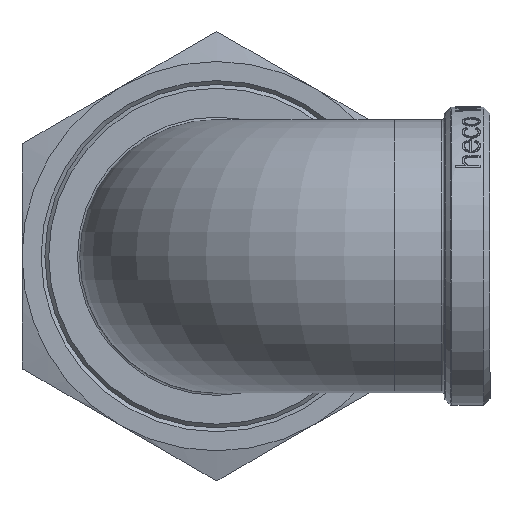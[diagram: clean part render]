
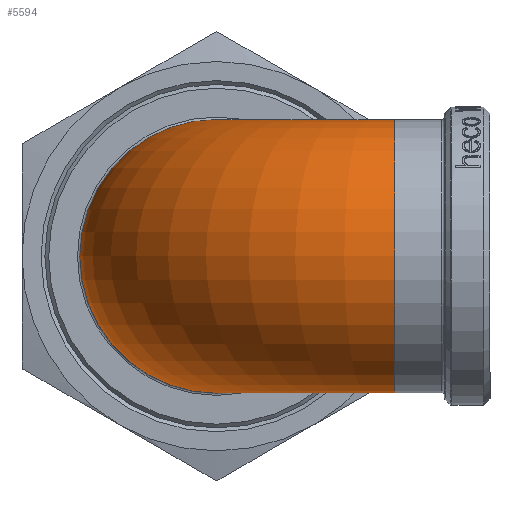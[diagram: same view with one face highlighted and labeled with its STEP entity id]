
A CAD part, left-side view. The second image highlights one B-rep face of the part: STEP entity #5594.
In plain terms, the highlighted toroidal (fillet/blend) face has major radius 21.5 mm and minor radius 16.5 mm.
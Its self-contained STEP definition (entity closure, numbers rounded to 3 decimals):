
#247 = EDGE_CURVE ( 'NONE', #17887, #17887, #13558, .T. ) ;
#416 = AXIS2_PLACEMENT_3D ( 'NONE', #17908, #18006, #17997 ) ;
#659 = EDGE_CURVE ( 'NONE', #17832, #17832, #14075, .T. ) ;
#5029 = DIRECTION ( 'NONE',  ( 0., 0., -1. ) ) ;
#5157 = DIRECTION ( 'NONE',  ( 0., 1., 0. ) ) ;
#5162 = CARTESIAN_POINT ( 'NONE',  ( 0., 0., 0. ) ) ;
#5594 = ADVANCED_FACE ( 'NONE', ( #12426, #12429 ), #12439, .T. ) ;
#9393 = ORIENTED_EDGE ( 'NONE', *, *, #659, .F. ) ;
#9473 = ORIENTED_EDGE ( 'NONE', *, *, #247, .F. ) ;
#9748 = EDGE_LOOP ( 'NONE', ( #9473 ) ) ;
#9750 = EDGE_LOOP ( 'NONE', ( #9393 ) ) ;
#12426 = FACE_OUTER_BOUND ( 'NONE', #9748, .T. ) ;
#12429 = FACE_OUTER_BOUND ( 'NONE', #9750, .T. ) ;
#12439 = TOROIDAL_SURFACE ( 'NONE', #14861, 21.5, 16.5 ) ;
#13558 = CIRCLE ( 'NONE', #416, 16.5 ) ;
#14075 = CIRCLE ( 'NONE', #18173, 16.5 ) ;
#14861 = AXIS2_PLACEMENT_3D ( 'NONE', #5162, #5029, #5157 ) ;
#15805 = CARTESIAN_POINT ( 'NONE',  ( 0., 38., 0. ) ) ;
#15832 = CARTESIAN_POINT ( 'NONE',  ( -38., 0., 0. ) ) ;
#17832 = VERTEX_POINT ( 'NONE', #15832 ) ;
#17887 = VERTEX_POINT ( 'NONE', #15805 ) ;
#17908 = CARTESIAN_POINT ( 'NONE',  ( 0., 21.5, 0. ) ) ;
#17997 = DIRECTION ( 'NONE',  ( 0., 1., 0. ) ) ;
#18006 = DIRECTION ( 'NONE',  ( 1., 0., 0. ) ) ;
#18173 = AXIS2_PLACEMENT_3D ( 'NONE', #18184, #18629, #18179 ) ;
#18179 = DIRECTION ( 'NONE',  ( -1., 0., 0. ) ) ;
#18184 = CARTESIAN_POINT ( 'NONE',  ( -21.5, 0., 0. ) ) ;
#18629 = DIRECTION ( 'NONE',  ( 0., -1., 0. ) ) ;
